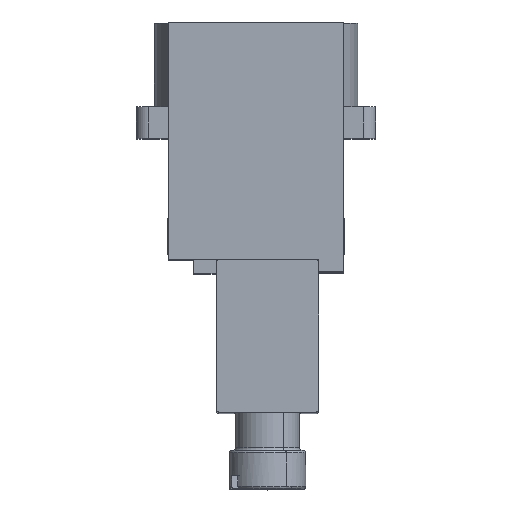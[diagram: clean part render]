
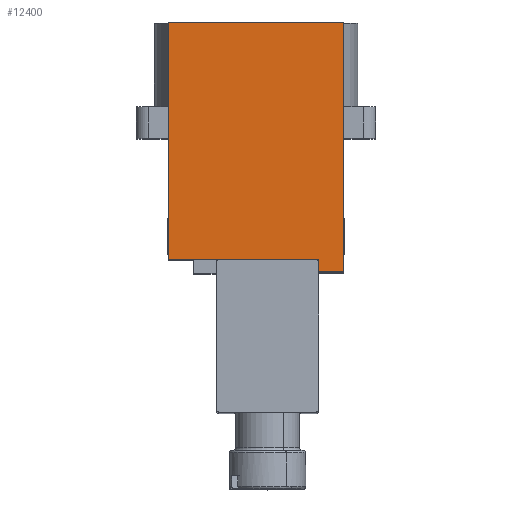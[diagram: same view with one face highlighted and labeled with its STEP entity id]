
A CAD part, top view. The second image highlights one B-rep face of the part: STEP entity #12400.
In plain terms, the highlighted face is planar.
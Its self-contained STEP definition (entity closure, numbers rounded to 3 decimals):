
#142 = EDGE_CURVE ( 'NONE', #9610, #17906, #4571, .T. ) ;
#416 = LINE ( 'NONE', #15773, #11005 ) ;
#1095 = VECTOR ( 'NONE', #7908, 1000. ) ;
#1253 = ORIENTED_EDGE ( 'NONE', *, *, #2925, .F. ) ;
#1299 = EDGE_LOOP ( 'NONE', ( #2186, #2411, #5286, #15481, #1253, #10022 ) ) ;
#2186 = ORIENTED_EDGE ( 'NONE', *, *, #14084, .T. ) ;
#2411 = ORIENTED_EDGE ( 'NONE', *, *, #7796, .F. ) ;
#2562 = CARTESIAN_POINT ( 'NONE',  ( -34.5, 19.6, -6.9 ) ) ;
#2593 = VERTEX_POINT ( 'NONE', #2562 ) ;
#2925 = EDGE_CURVE ( 'NONE', #17788, #13733, #10568, .T. ) ;
#3130 = EDGE_CURVE ( 'NONE', #2593, #17788, #9756, .T. ) ;
#3167 = DIRECTION ( 'NONE',  ( 0., 0., -1. ) ) ;
#3983 = CARTESIAN_POINT ( 'NONE',  ( -34.5, 0., -6.9 ) ) ;
#4571 = LINE ( 'NONE', #12781, #13449 ) ;
#4900 = CARTESIAN_POINT ( 'NONE',  ( -34.5, 18.6, -4.9 ) ) ;
#5122 = VERTEX_POINT ( 'NONE', #3983 ) ;
#5286 = ORIENTED_EDGE ( 'NONE', *, *, #142, .F. ) ;
#6373 = DIRECTION ( 'NONE',  ( 0., -1., 0. ) ) ;
#6722 = CARTESIAN_POINT ( 'NONE',  ( -34.5, 0., 6.9 ) ) ;
#7465 = FACE_OUTER_BOUND ( 'NONE', #1299, .T. ) ;
#7496 = EDGE_CURVE ( 'NONE', #9610, #13733, #17705, .T. ) ;
#7739 = CARTESIAN_POINT ( 'NONE',  ( -34.5, 0., 6.9 ) ) ;
#7796 = EDGE_CURVE ( 'NONE', #17906, #5122, #416, .T. ) ;
#7908 = DIRECTION ( 'NONE',  ( 0., 0., -1. ) ) ;
#8289 = DIRECTION ( 'NONE',  ( 0., 0., 1. ) ) ;
#8348 = CARTESIAN_POINT ( 'NONE',  ( -34.5, 0., -6.9 ) ) ;
#9110 = DIRECTION ( 'NONE',  ( 0., 0., -1. ) ) ;
#9121 = VECTOR ( 'NONE', #8289, 1000. ) ;
#9610 = VERTEX_POINT ( 'NONE', #15457 ) ;
#9756 = LINE ( 'NONE', #12668, #9121 ) ;
#9824 = VECTOR ( 'NONE', #13932, 1000. ) ;
#10022 = ORIENTED_EDGE ( 'NONE', *, *, #3130, .F. ) ;
#10568 = LINE ( 'NONE', #13328, #12012 ) ;
#11005 = VECTOR ( 'NONE', #3167, 1000. ) ;
#12012 = VECTOR ( 'NONE', #6373, 1000. ) ;
#12391 = CARTESIAN_POINT ( 'NONE',  ( -34.5, 18.6, 6.9 ) ) ;
#12400 = ADVANCED_FACE ( 'NONE', ( #7465 ), #13229, .F. ) ;
#12540 = LINE ( 'NONE', #8348, #9824 ) ;
#12668 = CARTESIAN_POINT ( 'NONE',  ( -34.5, 19.6, -6.9 ) ) ;
#12781 = CARTESIAN_POINT ( 'NONE',  ( -34.5, 0., 6.9 ) ) ;
#12870 = DIRECTION ( 'NONE',  ( 0., -1., 0. ) ) ;
#13039 = DIRECTION ( 'NONE',  ( 1., 0., 0. ) ) ;
#13229 = PLANE ( 'NONE',  #16138 ) ;
#13328 = CARTESIAN_POINT ( 'NONE',  ( -34.5, 19.6, -4.9 ) ) ;
#13449 = VECTOR ( 'NONE', #12870, 1000. ) ;
#13733 = VERTEX_POINT ( 'NONE', #4900 ) ;
#13932 = DIRECTION ( 'NONE',  ( 0., -1., 0. ) ) ;
#14084 = EDGE_CURVE ( 'NONE', #2593, #5122, #12540, .T. ) ;
#15457 = CARTESIAN_POINT ( 'NONE',  ( -34.5, 18.6, 6.9 ) ) ;
#15481 = ORIENTED_EDGE ( 'NONE', *, *, #7496, .T. ) ;
#15773 = CARTESIAN_POINT ( 'NONE',  ( -34.5, 0., 6.9 ) ) ;
#16138 = AXIS2_PLACEMENT_3D ( 'NONE', #7739, #13039, #9110 ) ;
#17339 = CARTESIAN_POINT ( 'NONE',  ( -34.5, 19.6, -4.9 ) ) ;
#17705 = LINE ( 'NONE', #12391, #1095 ) ;
#17788 = VERTEX_POINT ( 'NONE', #17339 ) ;
#17906 = VERTEX_POINT ( 'NONE', #6722 ) ;
